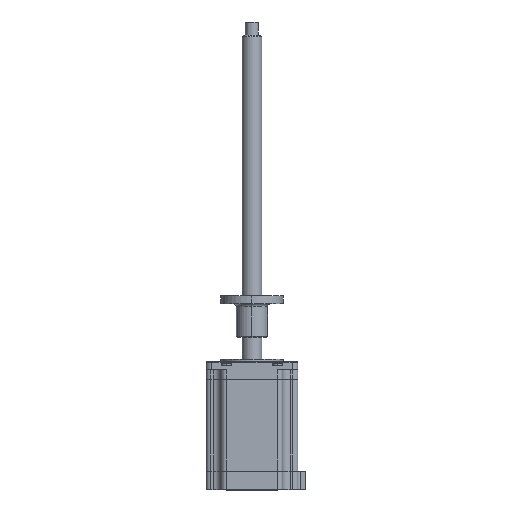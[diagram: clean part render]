
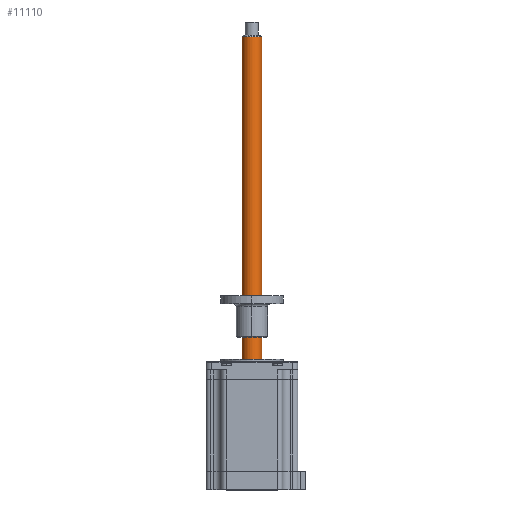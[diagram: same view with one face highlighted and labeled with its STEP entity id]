
A CAD part, top view. The second image highlights one B-rep face of the part: STEP entity #11110.
In plain terms, the highlighted cylindrical face has radius 6 mm (diameter 12 mm), a partial arc.
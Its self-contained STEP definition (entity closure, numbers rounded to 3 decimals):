
#233 = VERTEX_POINT ( 'NONE', #12165 ) ;
#291 = VECTOR ( 'NONE', #5136, 1000. ) ;
#474 = DIRECTION ( 'NONE',  ( 0., -1., 0. ) ) ;
#1106 = ORIENTED_EDGE ( 'NONE', *, *, #12326, .T. ) ;
#1530 = DIRECTION ( 'NONE',  ( 0., -1., 0. ) ) ;
#2528 = CARTESIAN_POINT ( 'NONE',  ( -17.293, 20.999, 33.35 ) ) ;
#2727 = CIRCLE ( 'NONE', #8334, 6. ) ;
#2967 = LINE ( 'NONE', #11011, #291 ) ;
#3121 = VERTEX_POINT ( 'NONE', #5638 ) ;
#3535 = DIRECTION ( 'NONE',  ( -1., 0., -0.031 ) ) ;
#4352 = FACE_OUTER_BOUND ( 'NONE', #7447, .T. ) ;
#5136 = DIRECTION ( 'NONE',  ( 0., -1., 0. ) ) ;
#5453 = CYLINDRICAL_SURFACE ( 'NONE', #7157, 6. ) ;
#5595 = VERTEX_POINT ( 'NONE', #7150 ) ;
#5638 = CARTESIAN_POINT ( 'NONE',  ( -11.296, 20.999, 33.537 ) ) ;
#5723 = CARTESIAN_POINT ( 'NONE',  ( -17.293, 220.999, 33.35 ) ) ;
#6480 = CARTESIAN_POINT ( 'NONE',  ( -23.29, 220.999, 33.163 ) ) ;
#6733 = DIRECTION ( 'NONE',  ( -1., 0., -0.031 ) ) ;
#6926 = EDGE_CURVE ( 'NONE', #12290, #5595, #2727, .T. ) ;
#7060 = ORIENTED_EDGE ( 'NONE', *, *, #11293, .F. ) ;
#7150 = CARTESIAN_POINT ( 'NONE',  ( -23.29, 219.999, 33.163 ) ) ;
#7157 = AXIS2_PLACEMENT_3D ( 'NONE', #5723, #12617, #6733 ) ;
#7447 = EDGE_LOOP ( 'NONE', ( #7060, #7492, #1106, #11267 ) ) ;
#7492 = ORIENTED_EDGE ( 'NONE', *, *, #6926, .T. ) ;
#7526 = CARTESIAN_POINT ( 'NONE',  ( -17.293, 219.999, 33.35 ) ) ;
#7942 = VECTOR ( 'NONE', #474, 1000. ) ;
#8334 = AXIS2_PLACEMENT_3D ( 'NONE', #7526, #1530, #8510 ) ;
#8510 = DIRECTION ( 'NONE',  ( 1., 0., 0.031 ) ) ;
#9066 = EDGE_CURVE ( 'NONE', #3121, #233, #9840, .T. ) ;
#9109 = AXIS2_PLACEMENT_3D ( 'NONE', #2528, #9460, #3535 ) ;
#9460 = DIRECTION ( 'NONE',  ( 0., -1., 0. ) ) ;
#9840 = CIRCLE ( 'NONE', #9109, 6. ) ;
#11011 = CARTESIAN_POINT ( 'NONE',  ( -11.296, 220.999, 33.537 ) ) ;
#11110 = ADVANCED_FACE ( 'NONE', ( #4352 ), #5453, .T. ) ;
#11267 = ORIENTED_EDGE ( 'NONE', *, *, #9066, .F. ) ;
#11293 = EDGE_CURVE ( 'NONE', #12290, #3121, #2967, .T. ) ;
#12165 = CARTESIAN_POINT ( 'NONE',  ( -23.29, 20.999, 33.163 ) ) ;
#12279 = CARTESIAN_POINT ( 'NONE',  ( -11.296, 219.999, 33.537 ) ) ;
#12290 = VERTEX_POINT ( 'NONE', #12279 ) ;
#12326 = EDGE_CURVE ( 'NONE', #5595, #233, #12848, .T. ) ;
#12617 = DIRECTION ( 'NONE',  ( 0., -1., 0. ) ) ;
#12848 = LINE ( 'NONE', #6480, #7942 ) ;
